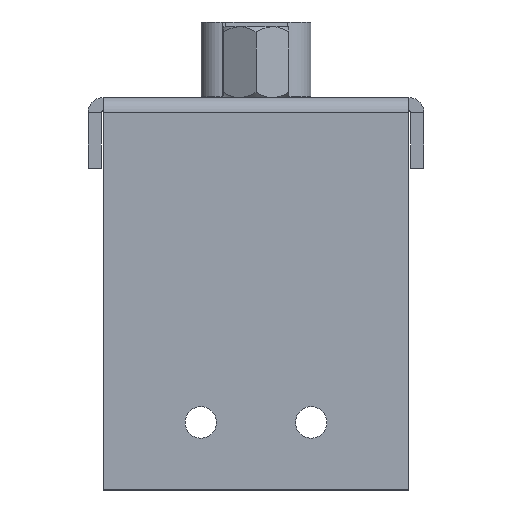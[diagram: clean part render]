
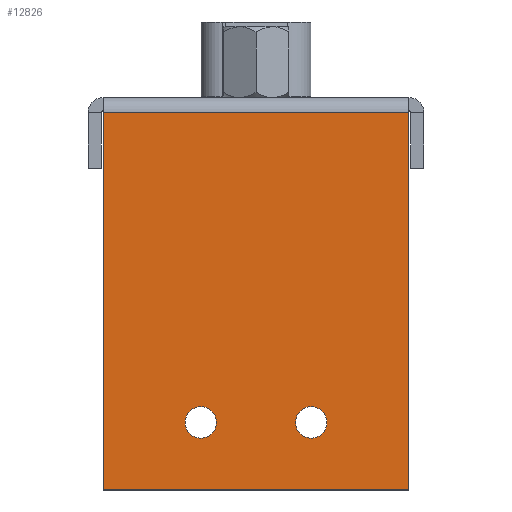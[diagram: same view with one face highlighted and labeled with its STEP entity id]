
A CAD part, left-side view. The second image highlights one B-rep face of the part: STEP entity #12826.
In plain terms, the highlighted planar face has unit normal (-1, 0, 0).
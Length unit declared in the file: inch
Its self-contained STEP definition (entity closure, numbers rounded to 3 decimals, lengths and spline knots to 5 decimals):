
#3700 = CARTESIAN_POINT ( 'NONE',  ( -1.46, 0.156, -0.92549 ) ) ;
#3735 = DIRECTION ( 'NONE',  ( 0., 0., -1. ) ) ;
#3736 = DIRECTION ( 'NONE',  ( 1., 0., 0. ) ) ;
#3737 = CARTESIAN_POINT ( 'NONE',  ( -1.46, 0.156, -0.88099 ) ) ;
#3738 = AXIS2_PLACEMENT_3D ( 'NONE', #3737, #3736, #3735 ) ;
#3739 = CIRCLE ( 'NONE', #3738, 0.0445 ) ;
#3773 = CARTESIAN_POINT ( 'NONE',  ( -1.46, 0.156, -0.83649 ) ) ;
#4035 = CARTESIAN_POINT ( 'NONE',  ( -1.46, -0.156, -0.92549 ) ) ;
#4056 = CARTESIAN_POINT ( 'NONE',  ( -1.46, -0.156, -0.83649 ) ) ;
#4114 = CIRCLE ( 'NONE', #4180, 0.0445 ) ;
#4177 = DIRECTION ( 'NONE',  ( 0., 0., -1. ) ) ;
#4178 = DIRECTION ( 'NONE',  ( 1., 0., 0. ) ) ;
#4179 = CARTESIAN_POINT ( 'NONE',  ( -1.46, -0.156, -0.88099 ) ) ;
#4180 = AXIS2_PLACEMENT_3D ( 'NONE', #4179, #4178, #4177 ) ;
#6739 = CARTESIAN_POINT ( 'NONE',  ( -1.46, -0.432, -0.005 ) ) ;
#6750 = CARTESIAN_POINT ( 'NONE',  ( -1.46, 0.432, -0.005 ) ) ;
#6773 = DIRECTION ( 'NONE',  ( 0., -1., 0. ) ) ;
#6774 = VECTOR ( 'NONE', #6773, 39.37008 ) ;
#6775 = CARTESIAN_POINT ( 'NONE',  ( -1.46, -0.432, -0.005 ) ) ;
#6781 = LINE ( 'NONE', #6775, #6774 ) ;
#6806 = CARTESIAN_POINT ( 'NONE',  ( -1.46, 0.432, -1.072 ) ) ;
#6807 = DIRECTION ( 'NONE',  ( 0., 0., 1. ) ) ;
#6808 = VECTOR ( 'NONE', #6807, 39.37008 ) ;
#6809 = CARTESIAN_POINT ( 'NONE',  ( -1.46, 0.432, 0. ) ) ;
#6810 = LINE ( 'NONE', #6809, #6808 ) ;
#6853 = DIRECTION ( 'NONE',  ( 0., 0., -1. ) ) ;
#6854 = VECTOR ( 'NONE', #6853, 39.37008 ) ;
#6855 = CARTESIAN_POINT ( 'NONE',  ( -1.46, -0.432, -1.072 ) ) ;
#6856 = LINE ( 'NONE', #6855, #6854 ) ;
#6864 = CARTESIAN_POINT ( 'NONE',  ( -1.46, -0.432, -1.072 ) ) ;
#6865 = DIRECTION ( 'NONE',  ( 0., 0., -1. ) ) ;
#6866 = DIRECTION ( 'NONE',  ( 1., 0., 0. ) ) ;
#6867 = CARTESIAN_POINT ( 'NONE',  ( -1.46, -0.156, -0.88099 ) ) ;
#6868 = AXIS2_PLACEMENT_3D ( 'NONE', #6867, #6866, #6865 ) ;
#6869 = CIRCLE ( 'NONE', #6868, 0.0445 ) ;
#6870 = DIRECTION ( 'NONE',  ( 0., 0., -1. ) ) ;
#6871 = DIRECTION ( 'NONE',  ( 1., 0., 0. ) ) ;
#6872 = CARTESIAN_POINT ( 'NONE',  ( -1.46, 0.156, -0.88099 ) ) ;
#6873 = AXIS2_PLACEMENT_3D ( 'NONE', #6872, #6871, #6870 ) ;
#6874 = CIRCLE ( 'NONE', #6873, 0.0445 ) ;
#6875 = DIRECTION ( 'NONE',  ( 0., 0., -1. ) ) ;
#6876 = DIRECTION ( 'NONE',  ( 1., 0., 0. ) ) ;
#6877 = CARTESIAN_POINT ( 'NONE',  ( -1.46, -0.432, 0. ) ) ;
#6878 = AXIS2_PLACEMENT_3D ( 'NONE', #6877, #6876, #6875 ) ;
#6879 = PLANE ( 'NONE',  #6878 ) ;
#6880 = FACE_OUTER_BOUND ( 'NONE', #12842, .T. ) ;
#6881 = FACE_BOUND ( 'NONE', #12845, .T. ) ;
#6882 = FACE_BOUND ( 'NONE', #12833, .T. ) ;
#7022 = LINE ( 'NONE', #7059, #7058 ) ;
#7057 = DIRECTION ( 'NONE',  ( 0., 1., 0. ) ) ;
#7058 = VECTOR ( 'NONE', #7057, 39.37008 ) ;
#7059 = CARTESIAN_POINT ( 'NONE',  ( -1.46, 0.432, -1.072 ) ) ;
#7741 = VERTEX_POINT ( 'NONE', #3700 ) ;
#7754 = EDGE_CURVE ( 'NONE', #7764, #7741, #3739, .T. ) ;
#7764 = VERTEX_POINT ( 'NONE', #3773 ) ;
#8370 = VERTEX_POINT ( 'NONE', #4056 ) ;
#8381 = VERTEX_POINT ( 'NONE', #4035 ) ;
#8651 = EDGE_CURVE ( 'NONE', #8370, #8381, #4114, .T. ) ;
#12752 = VERTEX_POINT ( 'NONE', #6750 ) ;
#12768 = VERTEX_POINT ( 'NONE', #6739 ) ;
#12782 = EDGE_CURVE ( 'NONE', #12752, #12768, #6781, .T. ) ;
#12801 = EDGE_CURVE ( 'NONE', #12805, #12752, #6810, .T. ) ;
#12805 = VERTEX_POINT ( 'NONE', #6806 ) ;
#12812 = VERTEX_POINT ( 'NONE', #6864 ) ;
#12815 = EDGE_CURVE ( 'NONE', #12768, #12812, #6856, .T. ) ;
#12826 = ADVANCED_FACE ( 'NONE', ( #6882, #6881, #6880 ), #6879, .F. ) ;
#12827 = EDGE_CURVE ( 'NONE', #7741, #7764, #6874, .T. ) ;
#12830 = ORIENTED_EDGE ( 'NONE', *, *, #12815, .F. ) ;
#12831 = EDGE_CURVE ( 'NONE', #8381, #8370, #6869, .T. ) ;
#12832 = ORIENTED_EDGE ( 'NONE', *, *, #12827, .T. ) ;
#12833 = EDGE_LOOP ( 'NONE', ( #12832, #12846 ) ) ;
#12841 = ORIENTED_EDGE ( 'NONE', *, *, #12782, .F. ) ;
#12842 = EDGE_LOOP ( 'NONE', ( #12841, #12886, #12885, #12830 ) ) ;
#12843 = ORIENTED_EDGE ( 'NONE', *, *, #8651, .T. ) ;
#12844 = ORIENTED_EDGE ( 'NONE', *, *, #12831, .T. ) ;
#12845 = EDGE_LOOP ( 'NONE', ( #12844, #12843 ) ) ;
#12846 = ORIENTED_EDGE ( 'NONE', *, *, #7754, .T. ) ;
#12884 = EDGE_CURVE ( 'NONE', #12812, #12805, #7022, .T. ) ;
#12885 = ORIENTED_EDGE ( 'NONE', *, *, #12884, .F. ) ;
#12886 = ORIENTED_EDGE ( 'NONE', *, *, #12801, .F. ) ;
